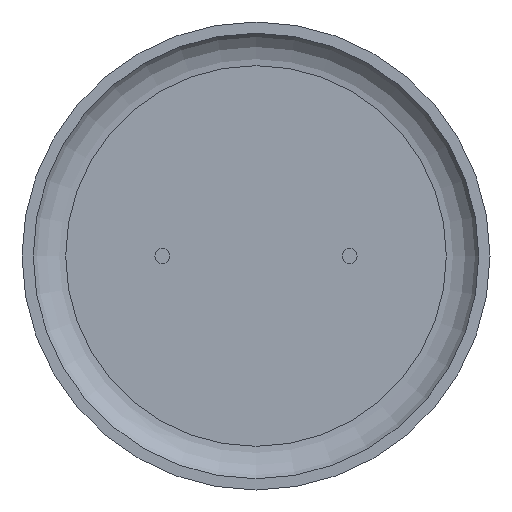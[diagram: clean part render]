
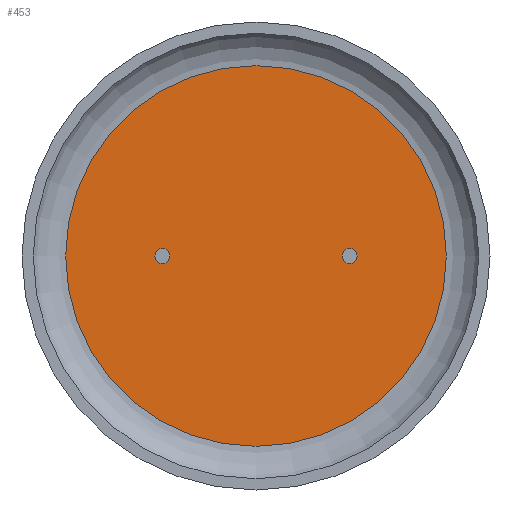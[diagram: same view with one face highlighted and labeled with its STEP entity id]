
A CAD part, front view. The second image highlights one B-rep face of the part: STEP entity #453.
In plain terms, the highlighted planar face has unit normal (0, -1, 0).
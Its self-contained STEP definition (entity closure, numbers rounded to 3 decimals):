
#94=FACE_BOUND('',#159,.T.);
#95=FACE_BOUND('',#160,.T.);
#102=PLANE('',#514);
#125=FACE_OUTER_BOUND('',#158,.T.);
#158=EDGE_LOOP('',(#320));
#159=EDGE_LOOP('',(#321));
#160=EDGE_LOOP('',(#322));
#200=CIRCLE('',#513,10.168);
#201=CIRCLE('',#515,0.4);
#202=CIRCLE('',#516,0.4);
#222=VERTEX_POINT('',#718);
#223=VERTEX_POINT('',#722);
#224=VERTEX_POINT('',#724);
#261=EDGE_CURVE('',#222,#222,#200,.T.);
#262=EDGE_CURVE('',#223,#223,#201,.T.);
#263=EDGE_CURVE('',#224,#224,#202,.T.);
#320=ORIENTED_EDGE('',*,*,#261,.F.);
#321=ORIENTED_EDGE('',*,*,#262,.F.);
#322=ORIENTED_EDGE('',*,*,#263,.F.);
#453=ADVANCED_FACE('',(#125,#94,#95),#102,.T.);
#513=AXIS2_PLACEMENT_3D('',#720,#574,#575);
#514=AXIS2_PLACEMENT_3D('',#721,#576,#577);
#515=AXIS2_PLACEMENT_3D('',#723,#578,#579);
#516=AXIS2_PLACEMENT_3D('',#725,#580,#581);
#574=DIRECTION('center_axis',(0.,1.,0.));
#575=DIRECTION('ref_axis',(0.5,0.,0.866));
#576=DIRECTION('center_axis',(0.,-1.,0.));
#577=DIRECTION('ref_axis',(0.,0.,-1.));
#578=DIRECTION('center_axis',(0.,-1.,0.));
#579=DIRECTION('ref_axis',(1.,0.,0.));
#580=DIRECTION('center_axis',(0.,-1.,0.));
#581=DIRECTION('ref_axis',(1.,0.,0.));
#718=CARTESIAN_POINT('',(-5.084,1.,-8.806));
#720=CARTESIAN_POINT('Origin',(0.,1.,0.));
#721=CARTESIAN_POINT('Origin',(0.,1.,0.));
#722=CARTESIAN_POINT('',(-5.4,1.,0.));
#723=CARTESIAN_POINT('Origin',(-5.,1.,0.));
#724=CARTESIAN_POINT('',(4.6,1.,0.));
#725=CARTESIAN_POINT('Origin',(5.,1.,0.));
